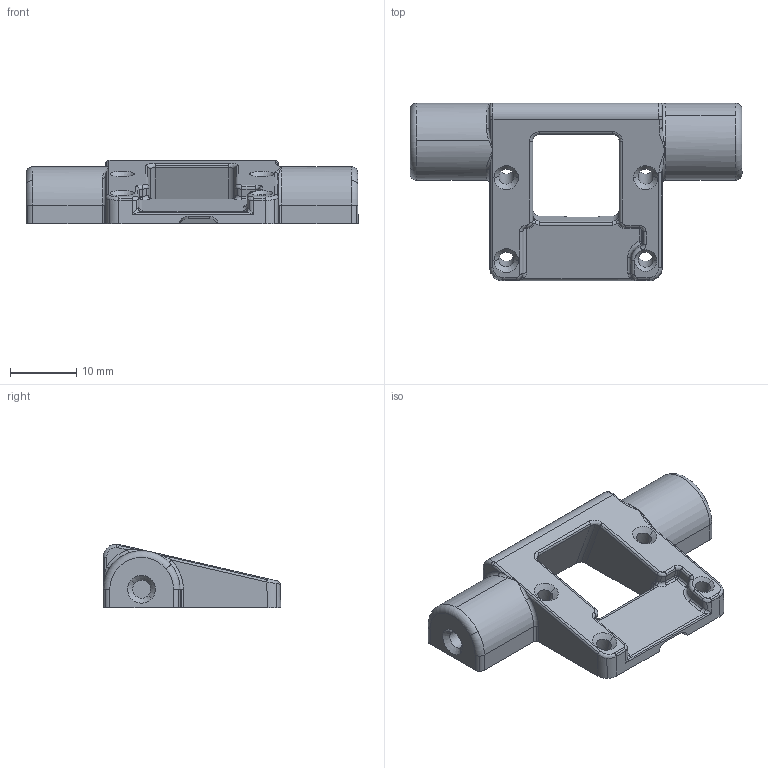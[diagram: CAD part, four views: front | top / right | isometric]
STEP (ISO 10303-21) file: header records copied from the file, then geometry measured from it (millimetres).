
FILE_DESCRIPTION(('STEP AP214'),'1');
FILE_NAME('Camera_holder_V1_V2_V3.stp','2024-06-01T09:55:04',(' '),(' '),'Spatial InterOp 3D',' ',' ');
FILE_SCHEMA(('AUTOMOTIVE_DESIGN { 1 0 10303 214 1 1 1 1 }'));
Length unit declared in the file: metre
Products named in the file (1): PiCamera_holder
Bounding box: 50 x 26.77 x 9.57 mm (x, y, z)
Volume: 4847.2 mm3; surface area: 3167.3 mm2
Topology: 1 solids, 1 shells, 185 faces, 483 edges, 290 vertices
Faces by surface type: cylinder 100, torus 25, plane 24, bspline 18, cone 12, sphere 6
Entity records: 10603 total; most frequent: CARTESIAN_POINT 5966, DIRECTION 1054, ORIENTED_EDGE 946, EDGE_CURVE 473, AXIS2_PLACEMENT_3D 442, VERTEX_POINT 290, CIRCLE 223, EDGE_LOOP 195
